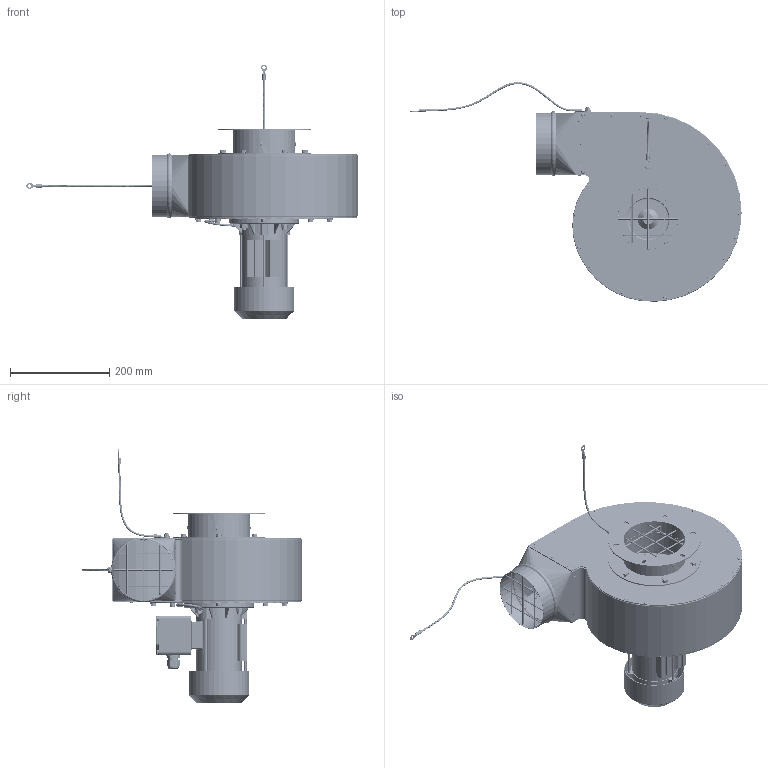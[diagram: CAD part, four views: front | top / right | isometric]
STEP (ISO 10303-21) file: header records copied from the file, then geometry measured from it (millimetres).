
FILE_DESCRIPTION(/* description */ ('Wentylator WPA-3-E-N/Ex'),/* implementation_level */ '2;1');
FILE_NAME(/* name */ '888W01 - WPA-3-E-N_Ex.stp',/* time_stamp */ '2022-05-09T08:35:36+02:00',/* author */ ('mgr inż.B.Kitowicz'),/* organization */ ('KLIMAWENT S.A.'),/* preprocessor_version */ 'ST-DEVELOPER v18.1',/* originating_system */ 'Autodesk Inventor 2021',/* authorisation */ '');
FILE_SCHEMA (('AUTOMOTIVE_DESIGN { 1 0 10303 214 3 1 1 }'));
Length unit declared in the file: millimetre
Products named in the file (1): 888W01
Bounding box: 667.13 x 442.41 x 513.52 mm (x, y, z)
Volume: 2553653.2 mm3; surface area: 1090426.6 mm2
Topology: 20 solids, 20 shells, 5281 faces, 13318 edges, 8683 vertices
Faces by surface type: plane 2723, bspline 1168, cylinder 1024, torus 185, cone 164, sphere 17
Full cylindrical faces by diameter (mm): 3 x20, 3.2 x63, 3.3 x1, 3.4 x10, 3.5 x48, 4 x6, 4.5 x6, 4.8 x3, 4.917 x1, 5.5 x6, 6 x40, 6.4 x3, 6.5 x82, 7 x4, 7.92 x14, 8 x8, 8.4 x1, 8.5 x1, 8.88 x14, 10 x4, 11 x1, 11.63 x4, 12.5 x1, 20 x1, 27 x1, 86 x1, 91 x1, 95 x1, 95.5 x1, 118.5 x1
Entity records: 176948 total; most frequent: CARTESIAN_POINT 50110, ORIENTED_EDGE 26624, DIRECTION 22344, EDGE_CURVE 13312, VERTEX_POINT 8703, LINE 7476, VECTOR 7476, AXIS2_PLACEMENT_3D 7434
